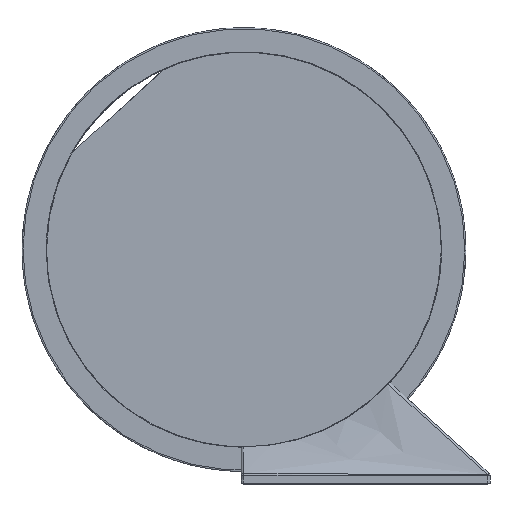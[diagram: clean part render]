
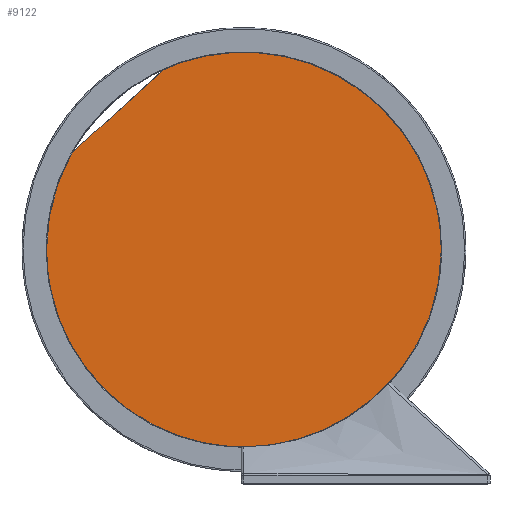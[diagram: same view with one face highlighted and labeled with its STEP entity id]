
A CAD part, left-side view. The second image highlights one B-rep face of the part: STEP entity #9122.
In plain terms, the highlighted face is planar.
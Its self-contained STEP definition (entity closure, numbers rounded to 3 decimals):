
#9122=ADVANCED_FACE('',(#9967),#27660,.T.);
#9967=FACE_OUTER_BOUND('',#10816,.T.);
#10816=EDGE_LOOP('',(#12206,#12207,#12208,#12209));
#12206=ORIENTED_EDGE('',*,*,#16229,.T.);
#12207=ORIENTED_EDGE('',*,*,#16230,.T.);
#12208=ORIENTED_EDGE('',*,*,#16231,.T.);
#12209=ORIENTED_EDGE('',*,*,#16232,.T.);
#16229=EDGE_CURVE('',#24226,#24227,#19934,.T.);
#16230=EDGE_CURVE('',#24227,#24228,#21423,.T.);
#16231=EDGE_CURVE('',#24228,#24229,#19935,.T.);
#16232=EDGE_CURVE('',#24229,#24226,#21424,.T.);
#19934=(
BOUNDED_CURVE()
B_SPLINE_CURVE(2,(#37193,#37194,#37195,#37196,#37197,#37198,#37199,#37200,
#37201),.UNSPECIFIED.,.F.,.F.)
B_SPLINE_CURVE_WITH_KNOTS((3,2,2,2,3),(0.,304.621,609.241,
913.862,1218.482),.UNSPECIFIED.)
CURVE()
GEOMETRIC_REPRESENTATION_ITEM()
RATIONAL_B_SPLINE_CURVE((1.,0.74,1.,0.74,1.,0.74,
1.,0.74,1.))
REPRESENTATION_ITEM('')
);
#19935=(
BOUNDED_CURVE()
B_SPLINE_CURVE(2,(#37204,#37205,#37206,#37207,#37208,#37209,#37210,#37211,
#37212),.UNSPECIFIED.,.F.,.F.)
B_SPLINE_CURVE_WITH_KNOTS((3,2,2,2,3),(-1218.01,-913.508,
-609.005,-304.503,0.),.UNSPECIFIED.)
CURVE()
GEOMETRIC_REPRESENTATION_ITEM()
RATIONAL_B_SPLINE_CURVE((1.,0.74,1.,0.74,1.,0.74,
1.,0.74,1.))
REPRESENTATION_ITEM('')
);
#21423=B_SPLINE_CURVE_WITH_KNOTS('',1,(#37202,#37203),.UNSPECIFIED.,.F.,
 .F.,(2,2),(-0.08,0.),.UNSPECIFIED.);
#21424=B_SPLINE_CURVE_WITH_KNOTS('',1,(#37213,#37214),.UNSPECIFIED.,.F.,
 .F.,(2,2),(0.,0.08),.UNSPECIFIED.);
#24226=VERTEX_POINT('',#37189);
#24227=VERTEX_POINT('',#37190);
#24228=VERTEX_POINT('',#37191);
#24229=VERTEX_POINT('',#37192);
#27660=PLANE('',#28692);
#28692=AXIS2_PLACEMENT_3D('',#37188,#28923,$);
#28923=DIRECTION('',(0.,0.,-1.));
#37188=CARTESIAN_POINT('',(497.065,-271.073,-7.558));
#37189=CARTESIAN_POINT('',(22.49,77.375,-7.558));
#37190=CARTESIAN_POINT('',(7.45,0.,-7.558));
#37191=CARTESIAN_POINT('',(7.53,0.,-7.558));
#37192=CARTESIAN_POINT('',(22.564,77.345,-7.558));
#37193=CARTESIAN_POINT('',(22.49,77.375,-7.558));
#37194=CARTESIAN_POINT('',(92.773,251.33,-7.558));
#37195=CARTESIAN_POINT('',(272.663,198.044,-7.558));
#37196=CARTESIAN_POINT('',(452.554,144.758,-7.558));
#37197=CARTESIAN_POINT('',(416.755,-39.412,-7.558));
#37198=CARTESIAN_POINT('',(380.956,-223.581,-7.558));
#37199=CARTESIAN_POINT('',(194.203,-205.599,-7.558));
#37200=CARTESIAN_POINT('',(7.45,-187.617,-7.558));
#37201=CARTESIAN_POINT('',(7.45,0.,-7.558));
#37202=CARTESIAN_POINT('',(7.45,0.,-7.558));
#37203=CARTESIAN_POINT('',(7.53,0.,-7.558));
#37204=CARTESIAN_POINT('',(7.53,0.,-7.558));
#37205=CARTESIAN_POINT('',(7.53,-187.544,-7.558));
#37206=CARTESIAN_POINT('',(194.211,-205.519,-7.558));
#37207=CARTESIAN_POINT('',(380.891,-223.495,-7.558));
#37208=CARTESIAN_POINT('',(416.677,-39.396,-7.558));
#37209=CARTESIAN_POINT('',(452.462,144.702,-7.558));
#37210=CARTESIAN_POINT('',(272.641,197.968,-7.558));
#37211=CARTESIAN_POINT('',(92.82,251.233,-7.558));
#37212=CARTESIAN_POINT('',(22.564,77.345,-7.558));
#37213=CARTESIAN_POINT('',(22.564,77.345,-7.558));
#37214=CARTESIAN_POINT('',(22.49,77.375,-7.558));
